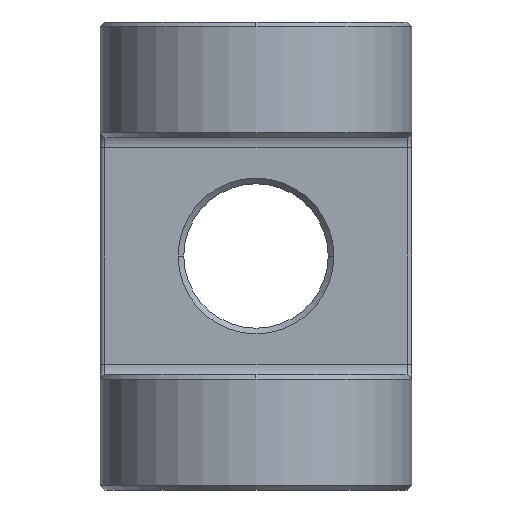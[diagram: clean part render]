
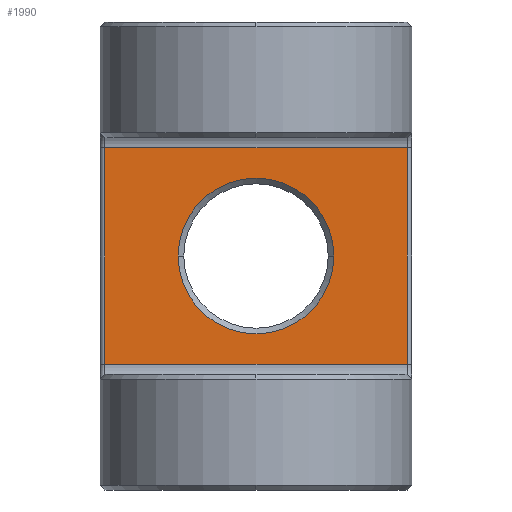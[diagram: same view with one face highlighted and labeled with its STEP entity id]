
A CAD part, left-side view. The second image highlights one B-rep face of the part: STEP entity #1990.
In plain terms, the highlighted planar face has unit normal (-1, 0, 0).
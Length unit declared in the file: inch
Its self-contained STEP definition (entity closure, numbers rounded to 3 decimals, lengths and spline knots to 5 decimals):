
#608=CARTESIAN_POINT('',(1.5,0.,0.));
#609=DIRECTION('',(1.,0.,0.));
#610=DIRECTION('',(0.,-1.,0.));
#611=AXIS2_PLACEMENT_3D('',#608,#609,#610);
#613=CARTESIAN_POINT('',(1.5,0.,0.));
#614=DIRECTION('',(1.,0.,0.));
#615=DIRECTION('',(0.,1.,0.));
#616=AXIS2_PLACEMENT_3D('',#613,#614,#615);
#618=DIRECTION('',(0.,0.,1.));
#619=VECTOR('',#618,1.39);
#620=CARTESIAN_POINT('',(1.5,0.97,-0.695));
#621=LINE('',#620,#619);
#622=DIRECTION('',(0.,1.,0.));
#623=VECTOR('',#622,1.94);
#624=CARTESIAN_POINT('',(1.5,-0.97,0.695));
#625=LINE('',#624,#623);
#626=DIRECTION('',(0.,0.,-1.));
#627=VECTOR('',#626,1.39);
#628=CARTESIAN_POINT('',(1.5,-0.97,0.695));
#629=LINE('',#628,#627);
#630=DIRECTION('',(0.,1.,0.));
#631=VECTOR('',#630,1.94);
#632=CARTESIAN_POINT('',(1.5,-0.97,-0.695));
#633=LINE('',#632,#631);
#1126=CARTESIAN_POINT('',(1.5,-0.5,0.));
#1127=CARTESIAN_POINT('',(1.5,0.5,0.));
#1128=VERTEX_POINT('',#1126);
#1129=VERTEX_POINT('',#1127);
#1164=CARTESIAN_POINT('',(1.5,0.97,0.695));
#1165=VERTEX_POINT('',#1164);
#1168=CARTESIAN_POINT('',(1.5,0.97,-0.695));
#1169=VERTEX_POINT('',#1168);
#1208=CARTESIAN_POINT('',(1.5,-0.97,-0.695));
#1209=VERTEX_POINT('',#1208);
#1212=CARTESIAN_POINT('',(1.5,-0.97,0.695));
#1213=VERTEX_POINT('',#1212);
#1970=CARTESIAN_POINT('',(1.5,-1.,-0.82));
#1971=DIRECTION('',(-1.,0.,0.));
#1972=DIRECTION('',(0.,0.,1.));
#1973=AXIS2_PLACEMENT_3D('',#1970,#1971,#1972);
#1974=PLANE('',#1973);
#1976=ORIENTED_EDGE('',*,*,#1975,.T.);
#1978=ORIENTED_EDGE('',*,*,#1977,.F.);
#1980=ORIENTED_EDGE('',*,*,#1979,.T.);
#1982=ORIENTED_EDGE('',*,*,#1981,.T.);
#1983=EDGE_LOOP('',(#1976,#1978,#1980,#1982));
#1984=FACE_OUTER_BOUND('',#1983,.F.);
#1985=ORIENTED_EDGE('',*,*,#1960,.F.);
#1987=ORIENTED_EDGE('',*,*,#1986,.F.);
#1988=EDGE_LOOP('',(#1985,#1987));
#1989=FACE_BOUND('',#1988,.F.);
#1990=ADVANCED_FACE('',(#1984,#1989),#1974,.T.);
#612=CIRCLE('',#611,0.5);
#617=CIRCLE('',#616,0.5);
#1960=EDGE_CURVE('',#1128,#1129,#612,.T.);
#1975=EDGE_CURVE('',#1169,#1165,#621,.T.);
#1977=EDGE_CURVE('',#1213,#1165,#625,.T.);
#1979=EDGE_CURVE('',#1213,#1209,#629,.T.);
#1981=EDGE_CURVE('',#1209,#1169,#633,.T.);
#1986=EDGE_CURVE('',#1129,#1128,#617,.T.);
